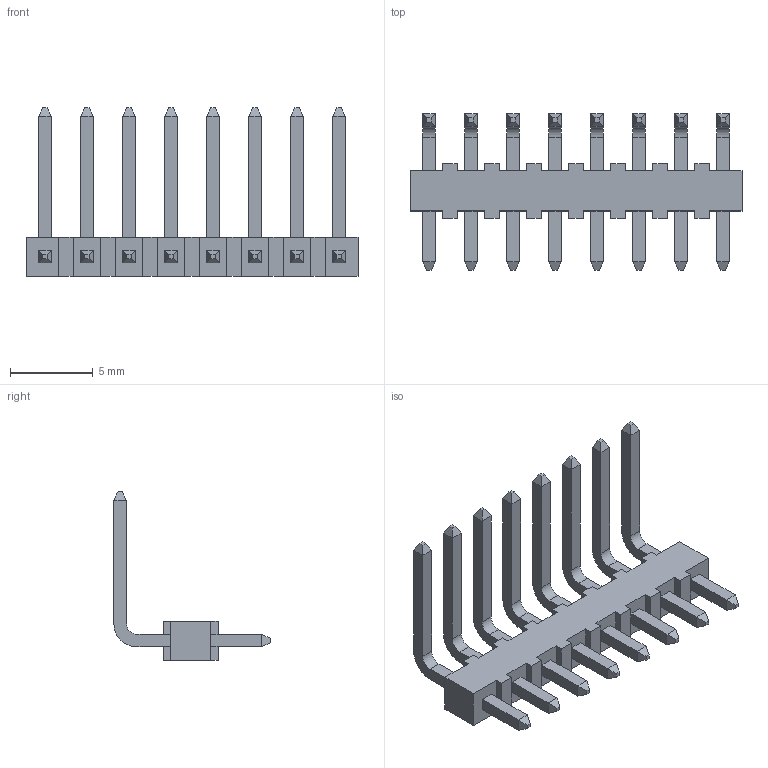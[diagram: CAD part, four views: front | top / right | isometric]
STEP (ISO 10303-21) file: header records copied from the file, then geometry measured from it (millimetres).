
FILE_DESCRIPTION(('FreeCAD Model'),'2;1');
FILE_NAME('Open CASCADE Shape Model','2023-09-26T15:51:07',(''),(''), 'Open CASCADE STEP processor 7.6','FreeCAD','Unknown');
FILE_SCHEMA(('AUTOMOTIVE_DESIGN { 1 0 10303 214 1 1 1 1 }'));
Length unit declared in the file: millimetre
Products named in the file (1): SOLID
Bounding box: 20.07 x 9.45 x 10.17 mm (x, y, z)
Volume: 196 mm3; surface area: 598.9 mm2
Topology: 1 solids, 1 shells, 238 faces, 596 edges, 376 vertices
Faces by surface type: plane 222, cylinder 16
Entity records: 15153 total; most frequent: CARTESIAN_POINT 2499, DIRECTION 2282, LINE 1724, VECTOR 1724, ORIENTED_EDGE 1192, PCURVE 1192, DEFINITIONAL_REPRESENTATION 1192, EDGE_CURVE 596
